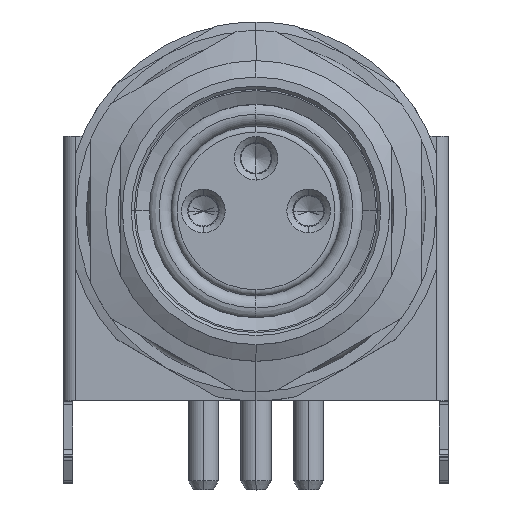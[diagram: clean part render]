
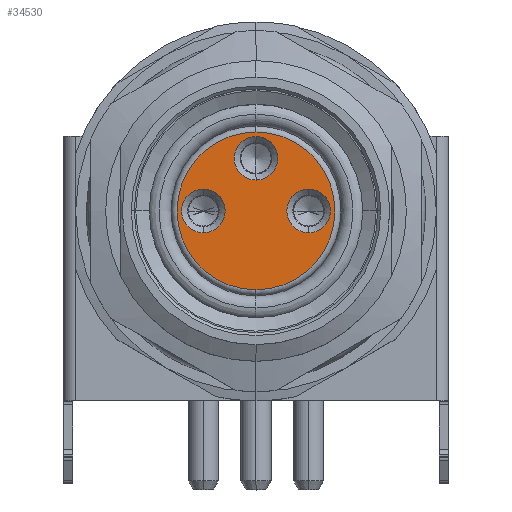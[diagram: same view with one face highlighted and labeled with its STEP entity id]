
A CAD part, top view. The second image highlights one B-rep face of the part: STEP entity #34530.
In plain terms, the highlighted face is planar.
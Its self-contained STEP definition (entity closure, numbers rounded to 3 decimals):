
#33080=CARTESIAN_POINT('',(14.2,0.725,-1.75));
#33090=VERTEX_POINT('',#33080);
#33120=CARTESIAN_POINT('',(14.2,0.,-1.75));
#33130=DIRECTION('',(-1.,0.,0.));
#33140=DIRECTION('',(0.,-1.,0.));
#33150=AXIS2_PLACEMENT_3D('',#33120,#33130,#33140);
#33160=CIRCLE('',#33150,0.725);
#33170=CARTESIAN_POINT('',(14.2,-0.725,-1.75));
#33180=VERTEX_POINT('',#33170);
#33190=EDGE_CURVE('',#33090,#33180,#33160,.T.);
#33480=CARTESIAN_POINT('',(14.2,-1.025,
0.));
#33490=VERTEX_POINT('',#33480);
#33570=CARTESIAN_POINT('',(14.2,-2.475,0.))
;
#33580=VERTEX_POINT('',#33570);
#33610=CARTESIAN_POINT('',(14.2,-1.75,0.));
#33620=DIRECTION('',(-1.,0.,0.));
#33630=DIRECTION('',(0.,-1.,0.));
#33640=AXIS2_PLACEMENT_3D('',#33610,#33620,#33630);
#33650=CIRCLE('',#33640,0.725);
#33660=EDGE_CURVE('',#33580,#33490,#33650,.T.);
#33870=CARTESIAN_POINT('',(14.2,0.725,1.75));
#33880=VERTEX_POINT('',#33870);
#33970=CARTESIAN_POINT('',(14.2,-0.725,1.75));
#33980=VERTEX_POINT('',#33970);
#34010=CARTESIAN_POINT('',(14.2,0.,1.75));
#34020=DIRECTION('',(-1.,0.,0.));
#34030=DIRECTION('',(0.,-1.,0.));
#34040=AXIS2_PLACEMENT_3D('',#34010,#34020,#34030);
#34050=CIRCLE('',#34040,0.725);
#34060=EDGE_CURVE('',#33980,#33880,#34050,.T.);
#34180=CARTESIAN_POINT('',(14.2,2.819,2.819));
#34190=DIRECTION('',(1.,0.,0.));
#34200=DIRECTION('',(0.,-1.,0.));
#34210=AXIS2_PLACEMENT_3D('',#34180,#34190,#34200);
#34220=PLANE('',#34210);
#34230=CARTESIAN_POINT('',(14.2,0.,
0.));
#34240=DIRECTION('',(1.,0.,0.));
#34250=DIRECTION('',(0.,-1.,0.));
#34260=AXIS2_PLACEMENT_3D('',#34230,#34240,#34250);
#34270=CIRCLE('',#34260,2.625);
#34280=CARTESIAN_POINT('',(14.2,-2.625,0.));
#34290=VERTEX_POINT('',#34280);
#34300=CARTESIAN_POINT('',(14.2,2.625,0.));
#34310=VERTEX_POINT('',#34300);
#34320=EDGE_CURVE('',#34290,#34310,#34270,.T.);
#34330=ORIENTED_EDGE('',*,*,#34320,.T.);
#34340=EDGE_CURVE('',#34310,#34290,#34270,.T.);
#34350=ORIENTED_EDGE('',*,*,#34340,.T.);
#34360=EDGE_LOOP('',(#34350,#34330));
#34370=FACE_OUTER_BOUND('',#34360,.T.);
#34380=EDGE_CURVE('',#33880,#33980,#34050,.T.);
#34390=ORIENTED_EDGE('',*,*,#34380,.T.);
#34400=ORIENTED_EDGE('',*,*,#34060,.T.);
#34410=EDGE_LOOP('',(#34400,#34390));
#34420=FACE_BOUND('',#34410,.T.);
#34430=EDGE_CURVE('',#33490,#33580,#33650,.T.);
#34440=ORIENTED_EDGE('',*,*,#34430,.T.);
#34450=ORIENTED_EDGE('',*,*,#33660,.T.);
#34460=EDGE_LOOP('',(#34450,#34440));
#34470=FACE_BOUND('',#34460,.T.);
#34480=ORIENTED_EDGE('',*,*,#33190,.T.);
#34490=EDGE_CURVE('',#33180,#33090,#33160,.T.);
#34500=ORIENTED_EDGE('',*,*,#34490,.T.);
#34510=EDGE_LOOP('',(#34500,#34480));
#34520=FACE_BOUND('',#34510,.T.);
#34530=ADVANCED_FACE('',(#34370,#34420,#34470,#34520),#34220,.T.);
